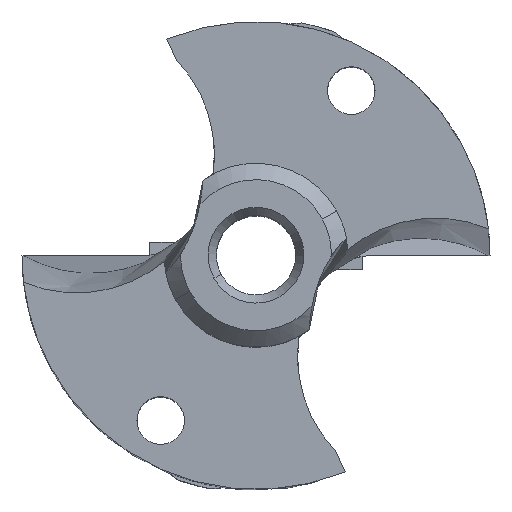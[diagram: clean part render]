
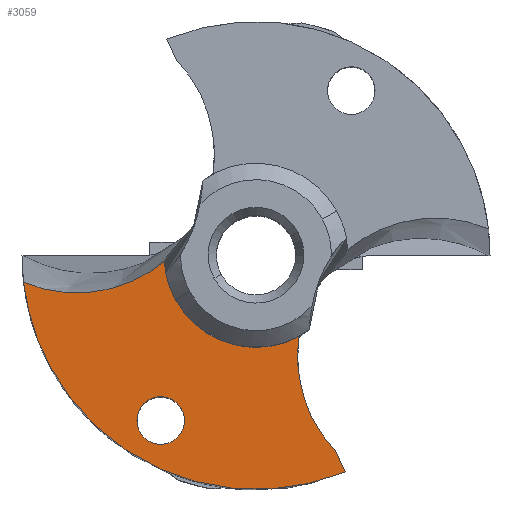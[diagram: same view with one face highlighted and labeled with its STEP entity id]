
A CAD part, top view. The second image highlights one B-rep face of the part: STEP entity #3059.
In plain terms, the highlighted planar face has unit normal (0, 0, 1).
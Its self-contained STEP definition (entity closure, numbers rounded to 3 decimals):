
#281=AXIS2_PLACEMENT_3D('Circle Axis2P3D',#279,#280,$) ;
#701=AXIS2_PLACEMENT_3D('Circle Axis2P3D',#699,#700,$) ;
#720=AXIS2_PLACEMENT_3D('Circle Axis2P3D',#718,#719,$) ;
#961=AXIS2_PLACEMENT_3D('Circle Axis2P3D',#959,#960,$) ;
#1168=AXIS2_PLACEMENT_3D('Circle Axis2P3D',#1166,#1167,$) ;
#1263=AXIS2_PLACEMENT_3D('Plane Axis2P3D',#1260,#1261,#1262) ;
#3043=AXIS2_PLACEMENT_3D('Circle Axis2P3D',#3041,#3042,$) ;
#276=CARTESIAN_POINT('Vertex',(-12.506,-6.832,0.)) ;
#279=CARTESIAN_POINT('Axis2P3D Location',(0.,0.,0.)) ;
#283=CARTESIAN_POINT('Vertex',(-14.157,-1.623,0.)) ;
#449=CARTESIAN_POINT('Vertex',(4.825,-11.886,0.)) ;
#453=CARTESIAN_POINT('Control Point',(4.825,-11.886,0.)) ;
#454=CARTESIAN_POINT('Control Point',(4.946,-12.144,0.)) ;
#455=CARTESIAN_POINT('Control Point',(5.066,-12.402,0.)) ;
#456=CARTESIAN_POINT('Control Point',(5.186,-12.66,0.)) ;
#457=CARTESIAN_POINT('Control Point',(5.307,-12.918,0.)) ;
#458=CARTESIAN_POINT('Control Point',(5.427,-13.176,0.)) ;
#459=CARTESIAN_POINT('Vertex',(5.427,-13.176,0.)) ;
#696=CARTESIAN_POINT('Vertex',(-5.8,-8.596,0.)) ;
#699=CARTESIAN_POINT('Axis2P3D Location',(-5.8,-10.046,0.)) ;
#703=CARTESIAN_POINT('Vertex',(-5.8,-11.496,0.)) ;
#718=CARTESIAN_POINT('Axis2P3D Location',(-5.8,-10.046,0.)) ;
#828=CARTESIAN_POINT('Vertex',(2.623,-4.947,0.)) ;
#832=CARTESIAN_POINT('Control Point',(4.825,-11.886,0.)) ;
#833=CARTESIAN_POINT('Control Point',(3.804,-10.816,0.)) ;
#834=CARTESIAN_POINT('Control Point',(2.995,-9.487,0.)) ;
#835=CARTESIAN_POINT('Control Point',(2.517,-7.967,0.)) ;
#836=CARTESIAN_POINT('Control Point',(2.412,-6.416,0.)) ;
#837=CARTESIAN_POINT('Control Point',(2.623,-4.947,0.)) ;
#956=CARTESIAN_POINT('Vertex',(-4.914,-2.685,0.)) ;
#959=CARTESIAN_POINT('Axis2P3D Location',(0.,0.,0.)) ;
#1166=CARTESIAN_POINT('Axis2P3D Location',(0.,0.,0.)) ;
#1170=CARTESIAN_POINT('Vertex',(-5.589,-0.35,0.)) ;
#1260=CARTESIAN_POINT('Axis2P3D Location',(14.25,0.,0.)) ;
#2984=CARTESIAN_POINT('Control Point',(-14.157,-1.623,0.)) ;
#2985=CARTESIAN_POINT('Control Point',(-12.55,-2.311,0.)) ;
#2986=CARTESIAN_POINT('Control Point',(-10.681,-2.607,0.)) ;
#2987=CARTESIAN_POINT('Control Point',(-8.713,-2.323,0.)) ;
#2988=CARTESIAN_POINT('Control Point',(-6.977,-1.504,0.)) ;
#2989=CARTESIAN_POINT('Control Point',(-5.589,-0.35,0.)) ;
#3041=CARTESIAN_POINT('Axis2P3D Location',(0.,0.,0.)) ;
#280=DIRECTION('Axis2P3D Direction',(0.,0.,1.)) ;
#700=DIRECTION('Axis2P3D Direction',(-0.,0.,-1.)) ;
#719=DIRECTION('Axis2P3D Direction',(-0.,0.,-1.)) ;
#960=DIRECTION('Axis2P3D Direction',(0.,0.,1.)) ;
#1167=DIRECTION('Axis2P3D Direction',(0.,0.,1.)) ;
#1261=DIRECTION('Axis2P3D Direction',(0.,0.,1.)) ;
#1262=DIRECTION('Axis2P3D XDirection',(1.,0.,0.)) ;
#3042=DIRECTION('Axis2P3D Direction',(0.,0.,1.)) ;
#3047=ORIENTED_EDGE('',*,*,#838,.T.) ;
#3048=ORIENTED_EDGE('',*,*,#963,.F.) ;
#3049=ORIENTED_EDGE('',*,*,#1172,.F.) ;
#3050=ORIENTED_EDGE('',*,*,#2990,.F.) ;
#3051=ORIENTED_EDGE('',*,*,#285,.T.) ;
#3052=ORIENTED_EDGE('',*,*,#3045,.T.) ;
#3053=ORIENTED_EDGE('',*,*,#461,.F.) ;
#3056=ORIENTED_EDGE('',*,*,#705,.T.) ;
#3057=ORIENTED_EDGE('',*,*,#722,.T.) ;
#3058=FACE_BOUND('',#3055,.T.) ;
#3059=ADVANCED_FACE('NOCUT',(#3054,#3058),#1264,.T.) ;
#452=B_SPLINE_CURVE_WITH_KNOTS('',5,(#453,#454,#455,#456,#457,#458),.UNSPECIFIED.,.F.,.U.,(6,6),(0.994,2.418),.UNSPECIFIED.) ;
#831=B_SPLINE_CURVE_WITH_KNOTS('',5,(#832,#833,#834,#835,#836,#837),.UNSPECIFIED.,.F.,.U.,(6,6),(3.356,13.905),.UNSPECIFIED.) ;
#2983=B_SPLINE_CURVE_WITH_KNOTS('',5,(#2984,#2985,#2986,#2987,#2988,#2989),.UNSPECIFIED.,.F.,.U.,(6,6),(0.149,12.98),.UNSPECIFIED.) ;
#282=CIRCLE('generated circle',#281,14.25) ;
#702=CIRCLE('generated circle',#701,1.45) ;
#721=CIRCLE('generated circle',#720,1.45) ;
#962=CIRCLE('generated circle',#961,5.6) ;
#1169=CIRCLE('generated circle',#1168,5.6) ;
#3044=CIRCLE('generated circle',#3043,14.25) ;
#285=EDGE_CURVE('',#284,#277,#282,.T.) ;
#461=EDGE_CURVE('',#450,#460,#452,.T.) ;
#705=EDGE_CURVE('',#704,#697,#702,.T.) ;
#722=EDGE_CURVE('',#697,#704,#721,.T.) ;
#838=EDGE_CURVE('',#450,#829,#831,.T.) ;
#963=EDGE_CURVE('',#957,#829,#962,.T.) ;
#1172=EDGE_CURVE('',#1171,#957,#1169,.T.) ;
#2990=EDGE_CURVE('',#284,#1171,#2983,.T.) ;
#3045=EDGE_CURVE('',#277,#460,#3044,.T.) ;
#3046=EDGE_LOOP('',(#3047,#3048,#3049,#3050,#3051,#3052,#3053)) ;
#3055=EDGE_LOOP('',(#3056,#3057)) ;
#3054=FACE_OUTER_BOUND('',#3046,.T.) ;
#1264=PLANE('',#1263) ;
#277=VERTEX_POINT('',#276) ;
#284=VERTEX_POINT('',#283) ;
#450=VERTEX_POINT('',#449) ;
#460=VERTEX_POINT('',#459) ;
#697=VERTEX_POINT('',#696) ;
#704=VERTEX_POINT('',#703) ;
#829=VERTEX_POINT('',#828) ;
#957=VERTEX_POINT('',#956) ;
#1171=VERTEX_POINT('',#1170) ;
